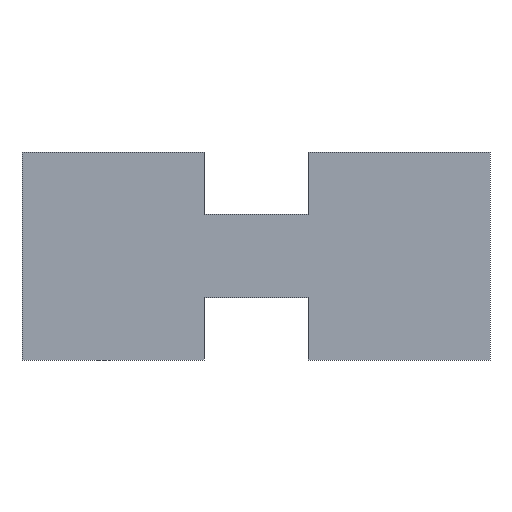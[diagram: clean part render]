
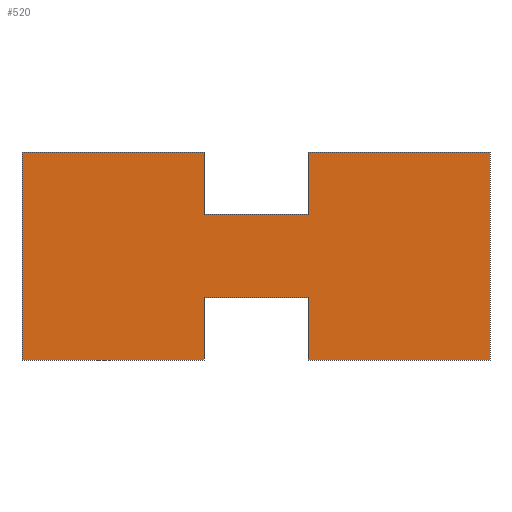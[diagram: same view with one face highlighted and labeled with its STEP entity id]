
A CAD part, front view. The second image highlights one B-rep face of the part: STEP entity #520.
In plain terms, the highlighted planar face has unit normal (0, -1, 0).
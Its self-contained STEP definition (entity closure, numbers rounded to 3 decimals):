
#28=FACE_OUTER_BOUND('',#56,.T.);
#56=EDGE_LOOP('',(#395,#396,#397,#398,#399,#400,#401,#402,#403,#404,#405,
#406));
#71=LINE('',#713,#143);
#75=LINE('',#721,#147);
#78=LINE('',#727,#150);
#81=LINE('',#733,#153);
#84=LINE('',#739,#156);
#87=LINE('',#745,#159);
#90=LINE('',#751,#162);
#93=LINE('',#757,#165);
#96=LINE('',#763,#168);
#99=LINE('',#769,#171);
#102=LINE('',#775,#174);
#105=LINE('',#780,#177);
#143=VECTOR('',#583,10.);
#147=VECTOR('',#589,10.);
#150=VECTOR('',#594,10.);
#153=VECTOR('',#599,10.);
#156=VECTOR('',#604,10.);
#159=VECTOR('',#609,10.);
#162=VECTOR('',#614,10.);
#165=VECTOR('',#619,10.);
#168=VECTOR('',#624,10.);
#171=VECTOR('',#629,10.);
#174=VECTOR('',#634,10.);
#177=VECTOR('',#639,10.);
#215=VERTEX_POINT('',#711);
#216=VERTEX_POINT('',#712);
#219=VERTEX_POINT('',#720);
#221=VERTEX_POINT('',#726);
#223=VERTEX_POINT('',#732);
#225=VERTEX_POINT('',#738);
#227=VERTEX_POINT('',#744);
#229=VERTEX_POINT('',#750);
#231=VERTEX_POINT('',#756);
#233=VERTEX_POINT('',#762);
#235=VERTEX_POINT('',#768);
#237=VERTEX_POINT('',#774);
#263=EDGE_CURVE('',#215,#216,#71,.T.);
#267=EDGE_CURVE('',#216,#219,#75,.T.);
#270=EDGE_CURVE('',#219,#221,#78,.T.);
#273=EDGE_CURVE('',#221,#223,#81,.T.);
#276=EDGE_CURVE('',#223,#225,#84,.T.);
#279=EDGE_CURVE('',#225,#227,#87,.T.);
#282=EDGE_CURVE('',#227,#229,#90,.T.);
#285=EDGE_CURVE('',#229,#231,#93,.T.);
#288=EDGE_CURVE('',#231,#233,#96,.T.);
#291=EDGE_CURVE('',#233,#235,#99,.T.);
#294=EDGE_CURVE('',#235,#237,#102,.T.);
#297=EDGE_CURVE('',#237,#215,#105,.T.);
#395=ORIENTED_EDGE('',*,*,#297,.T.);
#396=ORIENTED_EDGE('',*,*,#263,.T.);
#397=ORIENTED_EDGE('',*,*,#267,.T.);
#398=ORIENTED_EDGE('',*,*,#270,.T.);
#399=ORIENTED_EDGE('',*,*,#273,.T.);
#400=ORIENTED_EDGE('',*,*,#276,.T.);
#401=ORIENTED_EDGE('',*,*,#279,.T.);
#402=ORIENTED_EDGE('',*,*,#282,.T.);
#403=ORIENTED_EDGE('',*,*,#285,.T.);
#404=ORIENTED_EDGE('',*,*,#288,.T.);
#405=ORIENTED_EDGE('',*,*,#291,.T.);
#406=ORIENTED_EDGE('',*,*,#294,.T.);
#492=PLANE('',#564);
#520=ADVANCED_FACE('',(#28),#492,.F.);
#564=AXIS2_PLACEMENT_3D('',#783,#643,#644);
#583=DIRECTION('',(0.,0.,-1.));
#589=DIRECTION('',(1.,0.,0.));
#594=DIRECTION('',(0.,0.,1.));
#599=DIRECTION('',(-1.,0.,0.));
#604=DIRECTION('',(0.,0.,-1.));
#609=DIRECTION('',(-1.,0.,0.));
#614=DIRECTION('',(0.,0.,1.));
#619=DIRECTION('',(-1.,0.,0.));
#624=DIRECTION('',(0.,0.,-1.));
#629=DIRECTION('',(1.,0.,0.));
#634=DIRECTION('',(0.,0.,1.));
#639=DIRECTION('',(1.,0.,0.));
#643=DIRECTION('center_axis',(0.,1.,0.));
#644=DIRECTION('ref_axis',(1.,0.,0.));
#711=CARTESIAN_POINT('',(5.,0.,-4.));
#712=CARTESIAN_POINT('',(5.,0.,-10.));
#713=CARTESIAN_POINT('',(5.,0.,-4.));
#720=CARTESIAN_POINT('',(22.5,0.,-10.));
#721=CARTESIAN_POINT('',(-22.5,0.,-10.));
#726=CARTESIAN_POINT('',(22.5,0.,10.));
#727=CARTESIAN_POINT('',(22.5,0.,-10.));
#732=CARTESIAN_POINT('',(5.,0.,10.));
#733=CARTESIAN_POINT('',(22.5,0.,10.));
#738=CARTESIAN_POINT('',(5.,0.,4.));
#739=CARTESIAN_POINT('',(5.,0.,10.));
#744=CARTESIAN_POINT('',(-5.,0.,4.));
#745=CARTESIAN_POINT('',(5.,0.,4.));
#750=CARTESIAN_POINT('',(-5.,0.,10.));
#751=CARTESIAN_POINT('',(-5.,0.,4.));
#756=CARTESIAN_POINT('',(-22.5,0.,10.));
#757=CARTESIAN_POINT('',(22.5,0.,10.));
#762=CARTESIAN_POINT('',(-22.5,0.,-10.));
#763=CARTESIAN_POINT('',(-22.5,0.,10.));
#768=CARTESIAN_POINT('',(-5.,0.,-10.));
#769=CARTESIAN_POINT('',(-22.5,0.,-10.));
#774=CARTESIAN_POINT('',(-5.,0.,-4.));
#775=CARTESIAN_POINT('',(-5.,0.,-10.));
#780=CARTESIAN_POINT('',(-5.,0.,-4.));
#783=CARTESIAN_POINT('Origin',(0.,0.,0.));
